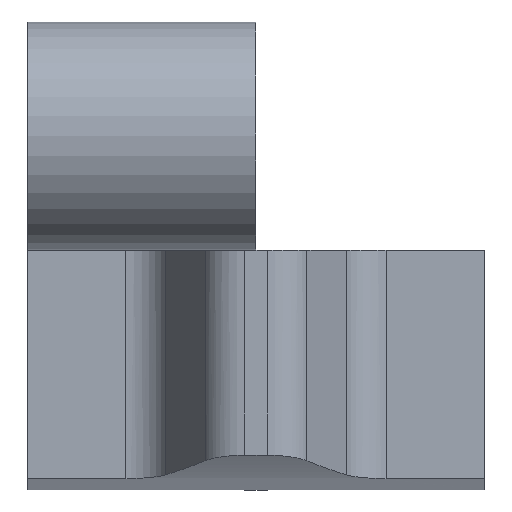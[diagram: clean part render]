
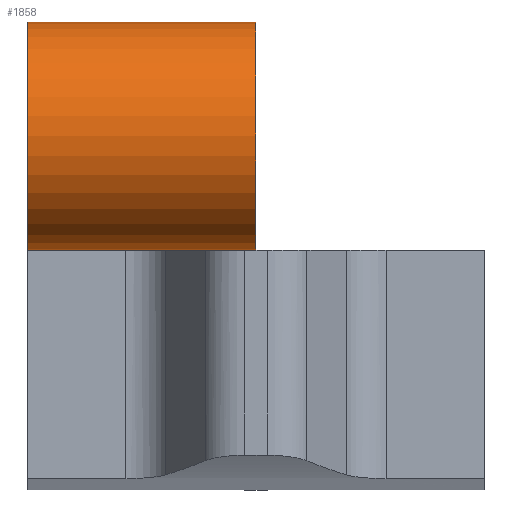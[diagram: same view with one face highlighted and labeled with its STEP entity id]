
A CAD part, left-side view. The second image highlights one B-rep face of the part: STEP entity #1858.
In plain terms, the highlighted cylindrical face has radius 5 mm (diameter 10 mm), a partial arc.
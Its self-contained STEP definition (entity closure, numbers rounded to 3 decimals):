
#84 = PLANE('',#85);
#85 = AXIS2_PLACEMENT_3D('',#86,#87,#88);
#86 = CARTESIAN_POINT('',(10.,-10.,15.));
#87 = DIRECTION('',(0.,1.,0.));
#88 = DIRECTION('',(0.,0.,1.));
#116 = PLANE('',#117);
#117 = AXIS2_PLACEMENT_3D('',#118,#119,#120);
#118 = CARTESIAN_POINT('',(5.,0.,20.));
#119 = DIRECTION('',(0.,0.,-1.));
#120 = DIRECTION('',(-1.,0.,0.));
#143 = PLANE('',#144);
#144 = AXIS2_PLACEMENT_3D('',#145,#146,#147);
#145 = CARTESIAN_POINT('',(10.,0.,
    15.));
#146 = DIRECTION('',(0.,1.,0.));
#147 = DIRECTION('',(0.,0.,1.));
#547 = VERTEX_POINT('',#548);
#548 = CARTESIAN_POINT('',(-10.,-10.,20.));
#569 = EDGE_CURVE('',#570,#547,#572,.T.);
#570 = VERTEX_POINT('',#571);
#571 = CARTESIAN_POINT('',(-10.,0.,20.));
#572 = SURFACE_CURVE('',#573,(#577,#584),.PCURVE_S1.);
#573 = LINE('',#574,#575);
#574 = CARTESIAN_POINT('',(-10.,0.,20.));
#575 = VECTOR('',#576,1.);
#576 = DIRECTION('',(0.,-1.,0.));
#577 = PCURVE('',#116,#578);
#578 = DEFINITIONAL_REPRESENTATION('',(#579),#583);
#579 = LINE('',#580,#581);
#580 = CARTESIAN_POINT('',(15.,0.));
#581 = VECTOR('',#582,1.);
#582 = DIRECTION('',(0.,-1.));
#583 = ( GEOMETRIC_REPRESENTATION_CONTEXT(2) 
PARAMETRIC_REPRESENTATION_CONTEXT() REPRESENTATION_CONTEXT('2D SPACE',''
  ) );
#584 = PCURVE('',#585,#590);
#585 = CYLINDRICAL_SURFACE('',#586,5.);
#586 = AXIS2_PLACEMENT_3D('',#587,#588,#589);
#587 = CARTESIAN_POINT('',(-10.,0.,15.));
#588 = DIRECTION('',(0.,1.,0.));
#589 = DIRECTION('',(1.,0.,0.));
#590 = DEFINITIONAL_REPRESENTATION('',(#591),#595);
#591 = LINE('',#592,#593);
#592 = CARTESIAN_POINT('',(-1.571,0.));
#593 = VECTOR('',#594,1.);
#594 = DIRECTION('',(0.,-1.));
#595 = ( GEOMETRIC_REPRESENTATION_CONTEXT(2) 
PARAMETRIC_REPRESENTATION_CONTEXT() REPRESENTATION_CONTEXT('2D SPACE',''
  ) );
#652 = VERTEX_POINT('',#653);
#653 = CARTESIAN_POINT('',(-10.,0.,10.));
#667 = PLANE('',#668);
#668 = AXIS2_PLACEMENT_3D('',#669,#670,#671);
#669 = CARTESIAN_POINT('',(-10.,0.,10.));
#670 = DIRECTION('',(0.,0.,1.));
#671 = DIRECTION('',(1.,0.,0.));
#679 = EDGE_CURVE('',#570,#652,#680,.T.);
#680 = SURFACE_CURVE('',#681,(#686,#697),.PCURVE_S1.);
#681 = CIRCLE('',#682,5.);
#682 = AXIS2_PLACEMENT_3D('',#683,#684,#685);
#683 = CARTESIAN_POINT('',(-10.,0.,15.));
#684 = DIRECTION('',(0.,-1.,0.));
#685 = DIRECTION('',(1.,0.,0.));
#686 = PCURVE('',#143,#687);
#687 = DEFINITIONAL_REPRESENTATION('',(#688),#696);
#688 = ( BOUNDED_CURVE() B_SPLINE_CURVE(2,(#689,#690,#691,#692,#693,#694
,#695),.UNSPECIFIED.,.F.,.F.) B_SPLINE_CURVE_WITH_KNOTS((1,2,2,2,2,1),(
    -2.094,0.,2.094,4.189,6.283,
8.378),.UNSPECIFIED.) CURVE() GEOMETRIC_REPRESENTATION_ITEM() 
RATIONAL_B_SPLINE_CURVE((1.,0.5,1.,0.5,1.,0.5,1.)) REPRESENTATION_ITEM(
  '') );
#689 = CARTESIAN_POINT('',(0.,-15.));
#690 = CARTESIAN_POINT('',(8.66,-15.));
#691 = CARTESIAN_POINT('',(4.33,-22.5));
#692 = CARTESIAN_POINT('',(0.,-30.));
#693 = CARTESIAN_POINT('',(-4.33,-22.5));
#694 = CARTESIAN_POINT('',(-8.66,-15.));
#695 = CARTESIAN_POINT('',(0.,-15.));
#696 = ( GEOMETRIC_REPRESENTATION_CONTEXT(2) 
PARAMETRIC_REPRESENTATION_CONTEXT() REPRESENTATION_CONTEXT('2D SPACE',''
  ) );
#697 = PCURVE('',#585,#698);
#698 = DEFINITIONAL_REPRESENTATION('',(#699),#703);
#699 = LINE('',#700,#701);
#700 = CARTESIAN_POINT('',(0.,0.));
#701 = VECTOR('',#702,1.);
#702 = DIRECTION('',(-1.,0.));
#703 = ( GEOMETRIC_REPRESENTATION_CONTEXT(2) 
PARAMETRIC_REPRESENTATION_CONTEXT() REPRESENTATION_CONTEXT('2D SPACE',''
  ) );
#831 = VERTEX_POINT('',#832);
#832 = CARTESIAN_POINT('',(-10.,-10.,10.));
#853 = EDGE_CURVE('',#547,#831,#854,.T.);
#854 = SURFACE_CURVE('',#855,(#860,#871),.PCURVE_S1.);
#855 = CIRCLE('',#856,5.);
#856 = AXIS2_PLACEMENT_3D('',#857,#858,#859);
#857 = CARTESIAN_POINT('',(-10.,-10.,15.));
#858 = DIRECTION('',(0.,-1.,0.));
#859 = DIRECTION('',(1.,0.,0.));
#860 = PCURVE('',#84,#861);
#861 = DEFINITIONAL_REPRESENTATION('',(#862),#870);
#862 = ( BOUNDED_CURVE() B_SPLINE_CURVE(2,(#863,#864,#865,#866,#867,#868
,#869),.UNSPECIFIED.,.F.,.F.) B_SPLINE_CURVE_WITH_KNOTS((1,2,2,2,2,1),(
    -2.094,0.,2.094,4.189,6.283,
8.378),.UNSPECIFIED.) CURVE() GEOMETRIC_REPRESENTATION_ITEM() 
RATIONAL_B_SPLINE_CURVE((1.,0.5,1.,0.5,1.,0.5,1.)) REPRESENTATION_ITEM(
  '') );
#863 = CARTESIAN_POINT('',(0.,-15.));
#864 = CARTESIAN_POINT('',(8.66,-15.));
#865 = CARTESIAN_POINT('',(4.33,-22.5));
#866 = CARTESIAN_POINT('',(0.,-30.));
#867 = CARTESIAN_POINT('',(-4.33,-22.5));
#868 = CARTESIAN_POINT('',(-8.66,-15.));
#869 = CARTESIAN_POINT('',(0.,-15.));
#870 = ( GEOMETRIC_REPRESENTATION_CONTEXT(2) 
PARAMETRIC_REPRESENTATION_CONTEXT() REPRESENTATION_CONTEXT('2D SPACE',''
  ) );
#871 = PCURVE('',#585,#872);
#872 = DEFINITIONAL_REPRESENTATION('',(#873),#877);
#873 = LINE('',#874,#875);
#874 = CARTESIAN_POINT('',(0.,-10.));
#875 = VECTOR('',#876,1.);
#876 = DIRECTION('',(-1.,0.));
#877 = ( GEOMETRIC_REPRESENTATION_CONTEXT(2) 
PARAMETRIC_REPRESENTATION_CONTEXT() REPRESENTATION_CONTEXT('2D SPACE',''
  ) );
#1858 = ADVANCED_FACE('',(#1859),#585,.T.);
#1859 = FACE_BOUND('',#1860,.F.);
#1860 = EDGE_LOOP('',(#1861,#1862,#1863,#1884));
#1861 = ORIENTED_EDGE('',*,*,#569,.T.);
#1862 = ORIENTED_EDGE('',*,*,#853,.T.);
#1863 = ORIENTED_EDGE('',*,*,#1864,.F.);
#1864 = EDGE_CURVE('',#652,#831,#1865,.T.);
#1865 = SURFACE_CURVE('',#1866,(#1870,#1877),.PCURVE_S1.);
#1866 = LINE('',#1867,#1868);
#1867 = CARTESIAN_POINT('',(-10.,0.,10.));
#1868 = VECTOR('',#1869,1.);
#1869 = DIRECTION('',(0.,-1.,0.));
#1870 = PCURVE('',#585,#1871);
#1871 = DEFINITIONAL_REPRESENTATION('',(#1872),#1876);
#1872 = LINE('',#1873,#1874);
#1873 = CARTESIAN_POINT('',(-4.712,0.));
#1874 = VECTOR('',#1875,1.);
#1875 = DIRECTION('',(0.,-1.));
#1876 = ( GEOMETRIC_REPRESENTATION_CONTEXT(2) 
PARAMETRIC_REPRESENTATION_CONTEXT() REPRESENTATION_CONTEXT('2D SPACE',''
  ) );
#1877 = PCURVE('',#667,#1878);
#1878 = DEFINITIONAL_REPRESENTATION('',(#1879),#1883);
#1879 = LINE('',#1880,#1881);
#1880 = CARTESIAN_POINT('',(0.,0.));
#1881 = VECTOR('',#1882,1.);
#1882 = DIRECTION('',(0.,-1.));
#1883 = ( GEOMETRIC_REPRESENTATION_CONTEXT(2) 
PARAMETRIC_REPRESENTATION_CONTEXT() REPRESENTATION_CONTEXT('2D SPACE',''
  ) );
#1884 = ORIENTED_EDGE('',*,*,#679,.F.);
